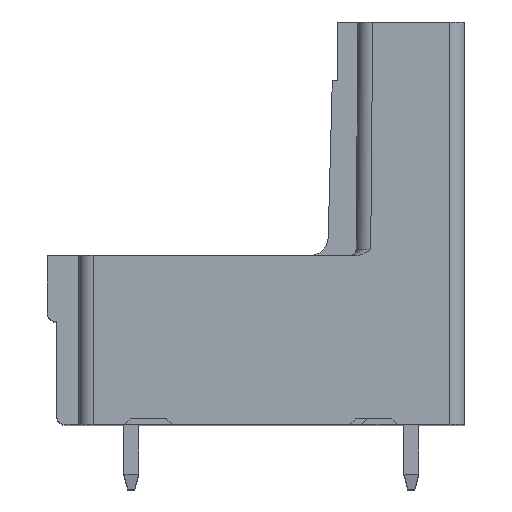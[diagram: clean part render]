
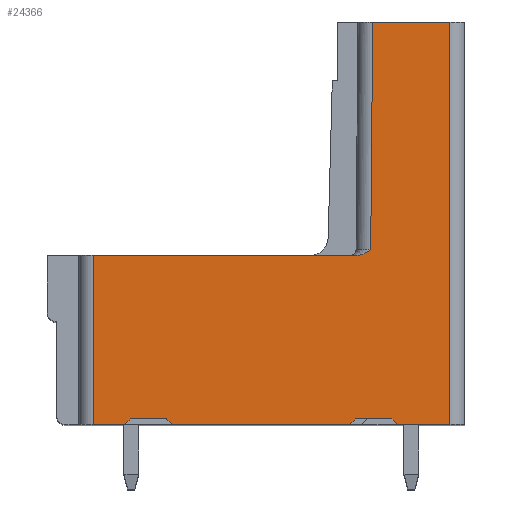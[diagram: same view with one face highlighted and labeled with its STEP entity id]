
A CAD part, top view. The second image highlights one B-rep face of the part: STEP entity #24366.
In plain terms, the highlighted planar face has unit normal (0, 0, 1).
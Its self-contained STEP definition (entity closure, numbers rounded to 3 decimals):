
#2384=DIRECTION('',(1.,0.,0.));
#2385=VECTOR('',#2384,2.85);
#2386=CARTESIAN_POINT('',(-3.644,0.,
-88.353));
#2387=LINE('',#2386,#2385);
#4819=CARTESIAN_POINT('',(-5.857,9.2,
-88.353));
#5138=DIRECTION('',(1.,0.,0.));
#5139=VECTOR('',#5138,2.);
#5140=CARTESIAN_POINT('',(-18.194,0.3,-88.353));
#5141=LINE('',#5140,#5139);
#5146=DIRECTION('',(1.,0.,0.));
#5147=VECTOR('',#5146,14.337);
#5148=CARTESIAN_POINT('',(-20.194,9.2,
-88.353));
#5149=LINE('',#5148,#5147);
#5150=CARTESIAN_POINT('',(-5.857,9.2,
-88.353));
#5151=CARTESIAN_POINT('',(-5.825,9.2,
-88.353));
#5152=CARTESIAN_POINT('',(-5.757,9.204,
-88.353));
#5153=CARTESIAN_POINT('',(-5.644,9.227,
-88.353));
#5154=CARTESIAN_POINT('',(-5.523,9.268,
-88.353));
#5155=CARTESIAN_POINT('',(-5.393,9.328,
-88.353));
#5156=CARTESIAN_POINT('',(-5.255,9.405,
-88.353));
#5157=CARTESIAN_POINT('',(-5.154,9.467,
-88.353));
#5158=CARTESIAN_POINT('',(-5.102,9.5,
-88.353));
#5160=DIRECTION('',(0.009,1.,0.));
#5161=VECTOR('',#5160,12.4);
#5162=CARTESIAN_POINT('',(-5.102,9.5,
-88.353));
#5163=LINE('',#5162,#5161);
#5164=DIRECTION('',(1.,0.,0.));
#5165=VECTOR('',#5164,4.2);
#5166=CARTESIAN_POINT('',(-4.994,21.9,-88.353));
#5167=LINE('',#5166,#5165);
#5168=DIRECTION('',(-0.707,0.707,0.));
#5169=VECTOR('',#5168,0.424);
#5170=CARTESIAN_POINT('',(-3.644,0.,
-88.353));
#5171=LINE('',#5170,#5169);
#5172=DIRECTION('',(-0.707,-0.707,0.));
#5173=VECTOR('',#5172,0.424);
#5174=CARTESIAN_POINT('',(-5.944,0.3,
-88.353));
#5175=LINE('',#5174,#5173);
#5176=DIRECTION('',(-1.,0.,0.));
#5177=VECTOR('',#5176,9.65);
#5178=CARTESIAN_POINT('',(-6.244,0.,
-88.353));
#5179=LINE('',#5178,#5177);
#5180=DIRECTION('',(-0.707,0.707,0.));
#5181=VECTOR('',#5180,0.424);
#5182=CARTESIAN_POINT('',(-15.894,0.,
-88.353));
#5183=LINE('',#5182,#5181);
#5184=DIRECTION('',(-0.707,-0.707,0.));
#5185=VECTOR('',#5184,0.424);
#5186=CARTESIAN_POINT('',(-18.194,0.3,-88.353));
#5187=LINE('',#5186,#5185);
#5188=DIRECTION('',(-1.,0.,0.));
#5189=VECTOR('',#5188,1.7);
#5190=CARTESIAN_POINT('',(-18.494,0.,
-88.353));
#5191=LINE('',#5190,#5189);
#5192=DIRECTION('',(0.,1.,0.));
#5193=VECTOR('',#5192,9.2);
#5194=CARTESIAN_POINT('',(-20.194,0.,
-88.353));
#5195=LINE('',#5194,#5193);
#6057=DIRECTION('',(1.,0.,0.));
#6058=VECTOR('',#6057,2.);
#6059=CARTESIAN_POINT('',(-5.944,0.3,
-88.353));
#6060=LINE('',#6059,#6058);
#10005=DIRECTION('',(0.,1.,0.));
#10006=VECTOR('',#10005,21.9);
#10007=CARTESIAN_POINT('',(-0.794,0.,
-88.353));
#10008=LINE('',#10007,#10006);
#13959=CARTESIAN_POINT('',(-0.794,21.9,-88.353));
#13960=VERTEX_POINT('',#13959);
#13961=CARTESIAN_POINT('',(-4.994,21.9,-88.353));
#13962=VERTEX_POINT('',#13961);
#14006=CARTESIAN_POINT('',(-20.194,0.,
-88.353));
#14007=VERTEX_POINT('',#14006);
#14008=CARTESIAN_POINT('',(-18.494,0.,
-88.353));
#14009=VERTEX_POINT('',#14008);
#14022=CARTESIAN_POINT('',(-15.894,0.,
-88.353));
#14023=VERTEX_POINT('',#14022);
#14024=CARTESIAN_POINT('',(-6.244,0.,
-88.353));
#14025=VERTEX_POINT('',#14024);
#14046=CARTESIAN_POINT('',(-3.644,0.,
-88.353));
#14047=VERTEX_POINT('',#14046);
#14048=CARTESIAN_POINT('',(-0.794,0.,
-88.353));
#14049=VERTEX_POINT('',#14048);
#14158=VERTEX_POINT('',#4819);
#14159=CARTESIAN_POINT('',(-20.194,9.2,
-88.353));
#14160=VERTEX_POINT('',#14159);
#14350=CARTESIAN_POINT('',(-16.194,0.3,
-88.353));
#14351=VERTEX_POINT('',#14350);
#14352=CARTESIAN_POINT('',(-18.194,0.3,-88.353));
#14353=VERTEX_POINT('',#14352);
#14354=VERTEX_POINT('',#5158);
#14355=CARTESIAN_POINT('',(-3.944,0.3,
-88.353));
#14356=VERTEX_POINT('',#14355);
#14357=CARTESIAN_POINT('',(-5.944,0.3,
-88.353));
#14358=VERTEX_POINT('',#14357);
#24336=CARTESIAN_POINT('',(-6.202,9.5,-88.353));
#24337=DIRECTION('',(0.,0.,1.));
#24338=DIRECTION('',(-1.,0.,0.));
#24339=AXIS2_PLACEMENT_3D('',#24336,#24337,#24338);
#24340=PLANE('',#24339);
#24341=ORIENTED_EDGE('',*,*,#23593,.T.);
#24343=ORIENTED_EDGE('',*,*,#24342,.T.);
#24345=ORIENTED_EDGE('',*,*,#24344,.T.);
#24347=ORIENTED_EDGE('',*,*,#24346,.T.);
#24349=ORIENTED_EDGE('',*,*,#24348,.F.);
#24350=ORIENTED_EDGE('',*,*,#20290,.F.);
#24352=ORIENTED_EDGE('',*,*,#24351,.T.);
#24354=ORIENTED_EDGE('',*,*,#24353,.F.);
#24356=ORIENTED_EDGE('',*,*,#24355,.T.);
#24357=ORIENTED_EDGE('',*,*,#20266,.T.);
#24358=ORIENTED_EDGE('',*,*,#24303,.T.);
#24359=ORIENTED_EDGE('',*,*,#24317,.F.);
#24360=ORIENTED_EDGE('',*,*,#24330,.T.);
#24361=ORIENTED_EDGE('',*,*,#20250,.T.);
#24363=ORIENTED_EDGE('',*,*,#24362,.T.);
#24364=EDGE_LOOP('',(#24341,#24343,#24345,#24347,#24349,#24350,#24352,#24354,
#24356,#24357,#24358,#24359,#24360,#24361,#24363));
#24365=FACE_OUTER_BOUND('',#24364,.F.);
#24366=ADVANCED_FACE('',(#24365),#24340,.T.);
#5159=B_SPLINE_CURVE_WITH_KNOTS('',3,(#5150,#5151,#5152,#5153,#5154,#5155,#5156,
#5157,#5158),.UNSPECIFIED.,.F.,.F.,(4,1,1,1,1,1,4),(0.,0.167,
0.333,0.5,0.667,0.833,1.),
.UNSPECIFIED.);
#20250=EDGE_CURVE('',#14009,#14007,#5191,.T.);
#20266=EDGE_CURVE('',#14025,#14023,#5179,.T.);
#20290=EDGE_CURVE('',#14047,#14049,#2387,.T.);
#23593=EDGE_CURVE('',#14160,#14158,#5149,.T.);
#24303=EDGE_CURVE('',#14023,#14351,#5183,.T.);
#24317=EDGE_CURVE('',#14353,#14351,#5141,.T.);
#24330=EDGE_CURVE('',#14353,#14009,#5187,.T.);
#24342=EDGE_CURVE('',#14158,#14354,#5159,.T.);
#24344=EDGE_CURVE('',#14354,#13962,#5163,.T.);
#24346=EDGE_CURVE('',#13962,#13960,#5167,.T.);
#24348=EDGE_CURVE('',#14049,#13960,#10008,.T.);
#24351=EDGE_CURVE('',#14047,#14356,#5171,.T.);
#24353=EDGE_CURVE('',#14358,#14356,#6060,.T.);
#24355=EDGE_CURVE('',#14358,#14025,#5175,.T.);
#24362=EDGE_CURVE('',#14007,#14160,#5195,.T.);
